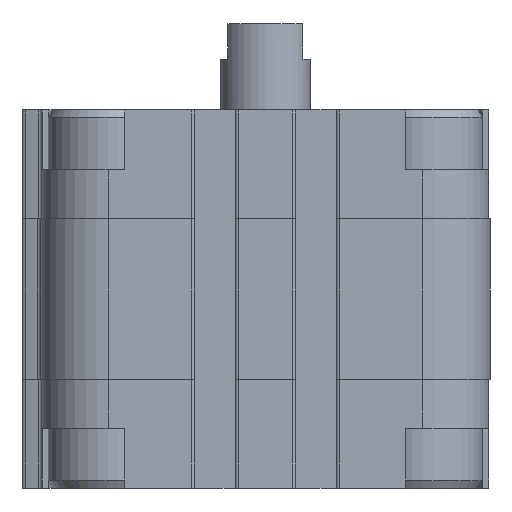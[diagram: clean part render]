
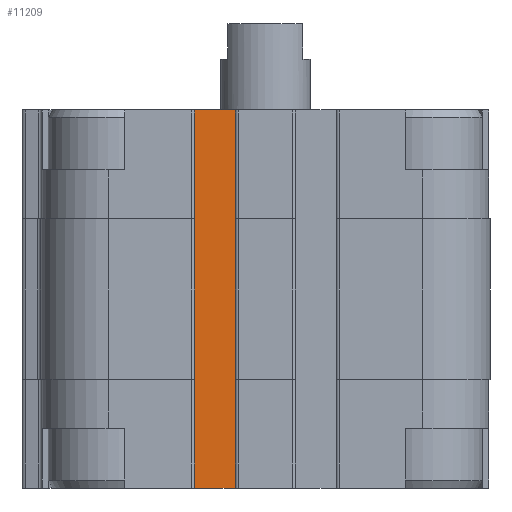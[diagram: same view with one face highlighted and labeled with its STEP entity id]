
A CAD part, left-side view. The second image highlights one B-rep face of the part: STEP entity #11209.
In plain terms, the highlighted face is planar.
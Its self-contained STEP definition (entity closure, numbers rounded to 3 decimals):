
#146=LINE('',#16891,#1200);
#309=LINE('',#17525,#1363);
#310=LINE('',#17527,#1364);
#311=LINE('',#17529,#1365);
#1200=VECTOR('',#13155,1000.);
#1363=VECTOR('',#13696,1000.);
#1364=VECTOR('',#13699,1000.);
#1365=VECTOR('',#13700,1000.);
#2211=PLANE('',#12082);
#3601=ORIENTED_EDGE('',*,*,#6546,.F.);
#3602=ORIENTED_EDGE('',*,*,#6854,.F.);
#3603=ORIENTED_EDGE('',*,*,#6855,.T.);
#3604=ORIENTED_EDGE('',*,*,#6856,.T.);
#6546=EDGE_CURVE('',#8196,#8197,#146,.T.);
#6854=EDGE_CURVE('',#8478,#8196,#309,.T.);
#6855=EDGE_CURVE('',#8478,#8479,#310,.T.);
#6856=EDGE_CURVE('',#8479,#8197,#311,.T.);
#8196=VERTEX_POINT('',#16890);
#8197=VERTEX_POINT('',#16892);
#8478=VERTEX_POINT('',#17524);
#8479=VERTEX_POINT('',#17528);
#9638=EDGE_LOOP('',(#3601,#3602,#3603,#3604));
#10412=FACE_BOUND('',#9638,.T.);
#11209=ADVANCED_FACE('',(#10412),#2211,.T.);
#12082=AXIS2_PLACEMENT_3D('',#17526,#13697,#13698);
#13155=DIRECTION('',(0.,1.,0.));
#13696=DIRECTION('',(0.,0.,1.));
#13697=DIRECTION('',(1.,0.,0.));
#13698=DIRECTION('',(0.,0.,-1.));
#13699=DIRECTION('',(0.,1.,0.));
#13700=DIRECTION('',(0.,0.,1.));
#16890=CARTESIAN_POINT('',(25.,-9.75,0.));
#16891=CARTESIAN_POINT('',(25.,-9.75,0.));
#16892=CARTESIAN_POINT('',(25.,-3.75,0.));
#17524=CARTESIAN_POINT('',(25.,-9.75,-50.5));
#17525=CARTESIAN_POINT('',(25.,-9.75,-14.5));
#17526=CARTESIAN_POINT('',(25.,-9.75,-14.5));
#17527=CARTESIAN_POINT('',(25.,-9.75,-50.5));
#17528=CARTESIAN_POINT('',(25.,-3.75,-50.5));
#17529=CARTESIAN_POINT('',(25.,-3.75,-14.5));
